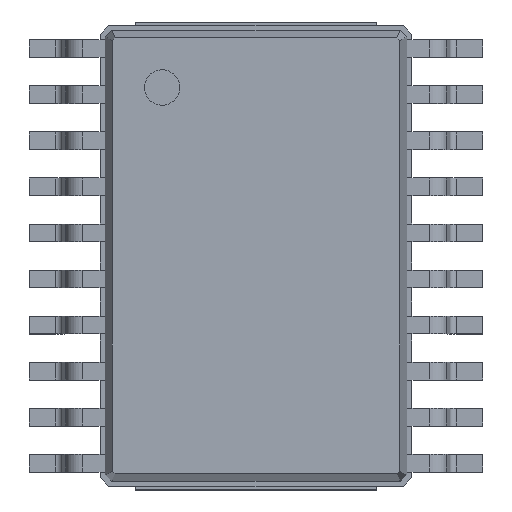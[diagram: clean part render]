
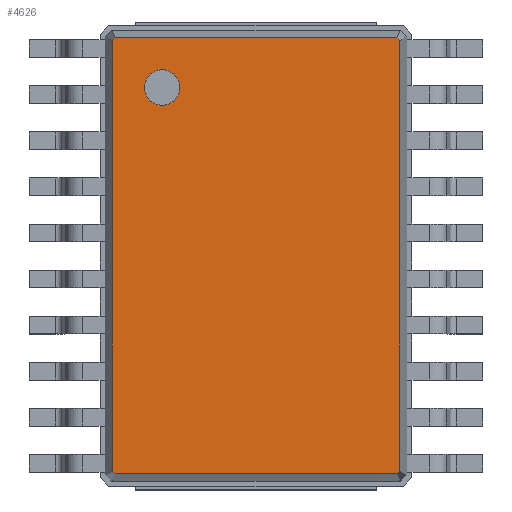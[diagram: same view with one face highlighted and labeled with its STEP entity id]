
A CAD part, top view. The second image highlights one B-rep face of the part: STEP entity #4626.
In plain terms, the highlighted planar face has unit normal (0, 0, 1).
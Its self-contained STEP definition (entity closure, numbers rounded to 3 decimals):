
#13=DIRECTION('',(0.,0.,1.));
#27=VECTOR('',#28,1.);
#28=DIRECTION('',(-1.,0.,0.));
#39=VECTOR('',#40,1.);
#40=DIRECTION('',(1.,0.,0.));
#63=VECTOR('',#64,1.);
#64=DIRECTION('',(0.,-1.,0.));
#75=VECTOR('',#76,1.);
#76=DIRECTION('',(-0.707,-0.707,0.));
#85=VECTOR('',#86,1.);
#86=DIRECTION('',(0.707,-0.707,0.));
#114=VECTOR('',#115,1.);
#115=DIRECTION('',(0.707,0.707,0.));
#121=VECTOR('',#122,1.);
#122=DIRECTION('',(0.,1.,0.));
#128=VECTOR('',#129,1.);
#129=DIRECTION('',(-0.707,0.707,0.));
#1535=VERTEX_POINT('',#1536);
#1536=CARTESIAN_POINT('',(-2.024,3.037,1.2));
#1538=ORIENTED_EDGE('',*,*,#1539,.F.);
#1539=EDGE_CURVE('',#1540,#1535,#1542,.T.);
#1540=VERTEX_POINT('',#1541);
#1541=CARTESIAN_POINT('',(-2.024,-3.037,1.2));
#1542=LINE('',#1541,#121);
#1553=VERTEX_POINT('',#1554);
#1554=CARTESIAN_POINT('',(-1.987,3.074,1.2));
#1556=ORIENTED_EDGE('',*,*,#1557,.F.);
#1557=EDGE_CURVE('',#1535,#1553,#1558,.T.);
#1558=LINE('',#1536,#114);
#1567=VERTEX_POINT('',#1568);
#1568=CARTESIAN_POINT('',(1.987,3.074,1.2));
#1570=ORIENTED_EDGE('',*,*,#1571,.F.);
#1571=EDGE_CURVE('',#1553,#1567,#1572,.T.);
#1572=LINE('',#1554,#39);
#1581=VERTEX_POINT('',#1582);
#1582=CARTESIAN_POINT('',(2.024,3.037,1.2));
#1584=ORIENTED_EDGE('',*,*,#1585,.F.);
#1585=EDGE_CURVE('',#1567,#1581,#1586,.T.);
#1586=LINE('',#1568,#85);
#1675=VERTEX_POINT('',#1676);
#1676=CARTESIAN_POINT('',(2.024,-3.037,1.2));
#1678=ORIENTED_EDGE('',*,*,#1679,.F.);
#1679=EDGE_CURVE('',#1581,#1675,#1680,.T.);
#1680=LINE('',#1582,#63);
#4626=ADVANCED_FACE('',(#4627,#4642),#4652,.T.);
#4627=FACE_BOUND('',#4628,.T.);
#4628=EDGE_LOOP('',(#1570,#1556,#1538,#4629,#4634,#4639,#1678,#1584));
#4629=ORIENTED_EDGE('',*,*,#4630,.F.);
#4630=EDGE_CURVE('',#4631,#1540,#4633,.T.);
#4631=VERTEX_POINT('',#4632);
#4632=CARTESIAN_POINT('',(-1.987,-3.074,1.2));
#4633=LINE('',#4632,#128);
#4634=ORIENTED_EDGE('',*,*,#4635,.F.);
#4635=EDGE_CURVE('',#4636,#4631,#4638,.T.);
#4636=VERTEX_POINT('',#4637);
#4637=CARTESIAN_POINT('',(1.987,-3.074,1.2));
#4638=LINE('',#4637,#27);
#4639=ORIENTED_EDGE('',*,*,#4640,.F.);
#4640=EDGE_CURVE('',#1675,#4636,#4641,.T.);
#4641=LINE('',#1676,#75);
#4642=FACE_BOUND('',#4643,.T.);
#4643=EDGE_LOOP('',(#4644));
#4644=ORIENTED_EDGE('',*,*,#4645,.T.);
#4645=EDGE_CURVE('',#4646,#4646,#4648,.T.);
#4646=VERTEX_POINT('',#4647);
#4647=CARTESIAN_POINT('',(-1.324,2.124,1.2));
#4648=CIRCLE('',#4649,0.25);
#4649=AXIS2_PLACEMENT_3D('',#4650,#4651,#64);
#4650=CARTESIAN_POINT('',(-1.324,2.374,1.2));
#4651=DIRECTION('',(0.,-0.,-1.));
#4652=PLANE('',#4653);
#4653=AXIS2_PLACEMENT_3D('',#1554,#13,#4654);
#4654=DIRECTION('',(0.543,-0.84,0.));
